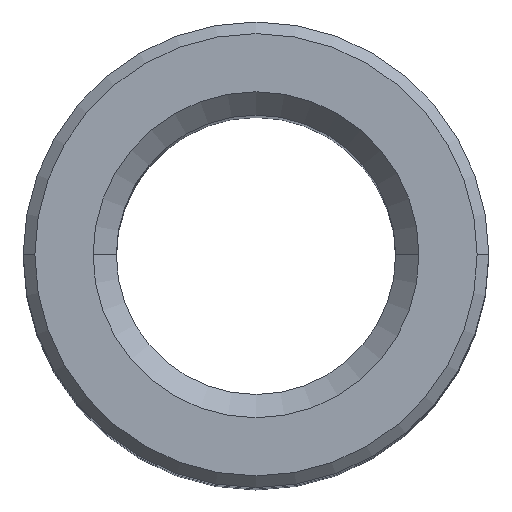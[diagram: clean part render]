
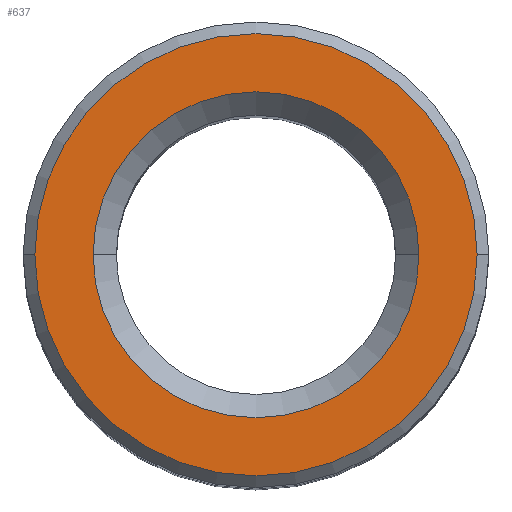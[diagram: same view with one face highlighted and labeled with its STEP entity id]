
A CAD part, top view. The second image highlights one B-rep face of the part: STEP entity #637.
In plain terms, the highlighted planar face has unit normal (0, 0, 1).
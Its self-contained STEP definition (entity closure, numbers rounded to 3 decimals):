
#39 = EDGE_CURVE ( 'NONE', #677, #675, #412, .T. ) ;
#40 = EDGE_CURVE ( 'NONE', #661, #638, #419, .T. ) ;
#72 = CIRCLE ( 'NONE', #75, 9.5 ) ;
#75 = AXIS2_PLACEMENT_3D ( 'NONE', #76, #77, #78 ) ;
#76 = CARTESIAN_POINT ( 'NONE',  ( 0., 0., 0. ) ) ;
#77 = DIRECTION ( 'NONE',  ( 0., 0., 1. ) ) ;
#78 = DIRECTION ( 'NONE',  ( 1., 0., 0. ) ) ;
#133 = CARTESIAN_POINT ( 'NONE',  ( 9.5, 0., 0. ) ) ;
#161 = CARTESIAN_POINT ( 'NONE',  ( -9.5, 0., 0. ) ) ;
#173 = CIRCLE ( 'NONE', #174, 7. ) ;
#174 = AXIS2_PLACEMENT_3D ( 'NONE', #175, #176, #177 ) ;
#175 = CARTESIAN_POINT ( 'NONE',  ( 0., 0., 0. ) ) ;
#176 = DIRECTION ( 'NONE',  ( 0., 0., -1. ) ) ;
#177 = DIRECTION ( 'NONE',  ( 1., 0., 0. ) ) ;
#412 = CIRCLE ( 'NONE', #415, 9.5 ) ;
#415 = AXIS2_PLACEMENT_3D ( 'NONE', #416, #417, #418 ) ;
#416 = CARTESIAN_POINT ( 'NONE',  ( 0., 0., 0. ) ) ;
#417 = DIRECTION ( 'NONE',  ( 0., 0., 1. ) ) ;
#418 = DIRECTION ( 'NONE',  ( 1., 0., 0. ) ) ;
#419 = CIRCLE ( 'NONE', #420, 7. ) ;
#420 = AXIS2_PLACEMENT_3D ( 'NONE', #421, #422, #423 ) ;
#421 = CARTESIAN_POINT ( 'NONE',  ( 0., 0., 0. ) ) ;
#422 = DIRECTION ( 'NONE',  ( 0., 0., -1. ) ) ;
#423 = DIRECTION ( 'NONE',  ( 1., 0., 0. ) ) ;
#424 = CARTESIAN_POINT ( 'NONE',  ( -7., 0., 0. ) ) ;
#449 = ORIENTED_EDGE ( 'NONE', *, *, #606, .T. ) ;
#506 = FACE_BOUND ( 'NONE', #612, .T. ) ;
#507 = FACE_OUTER_BOUND ( 'NONE', #608, .T. ) ;
#508 = PLANE ( 'NONE',  #509 ) ;
#509 = AXIS2_PLACEMENT_3D ( 'NONE', #510, #511, #512 ) ;
#510 = CARTESIAN_POINT ( 'NONE',  ( 0., 0., 0. ) ) ;
#511 = DIRECTION ( 'NONE',  ( 0., 0., 1. ) ) ;
#512 = DIRECTION ( 'NONE',  ( 1., 0., 0. ) ) ;
#549 = CARTESIAN_POINT ( 'NONE',  ( 7., 0., 0. ) ) ;
#606 = EDGE_CURVE ( 'NONE', #675, #677, #72, .T. ) ;
#608 = EDGE_LOOP ( 'NONE', ( #635, #449 ) ) ;
#612 = EDGE_LOOP ( 'NONE', ( #660, #634 ) ) ;
#617 = EDGE_CURVE ( 'NONE', #638, #661, #173, .T. ) ;
#634 = ORIENTED_EDGE ( 'NONE', *, *, #40, .T. ) ;
#635 = ORIENTED_EDGE ( 'NONE', *, *, #39, .T. ) ;
#637 = ADVANCED_FACE ( 'NONE', ( #506, #507 ), #508, .T. ) ;
#638 = VERTEX_POINT ( 'NONE', #549 ) ;
#660 = ORIENTED_EDGE ( 'NONE', *, *, #617, .T. ) ;
#661 = VERTEX_POINT ( 'NONE', #424 ) ;
#675 = VERTEX_POINT ( 'NONE', #133 ) ;
#677 = VERTEX_POINT ( 'NONE', #161 ) ;
